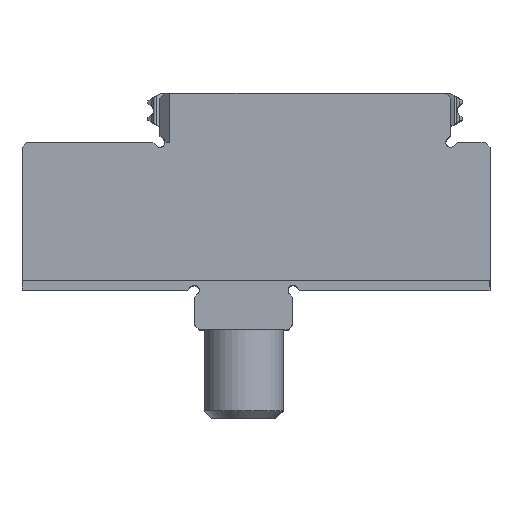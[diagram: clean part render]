
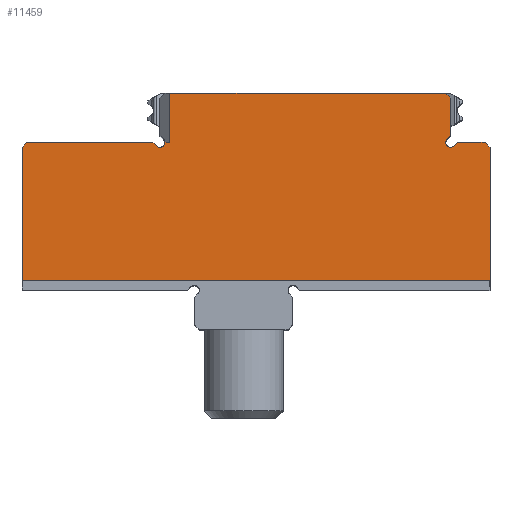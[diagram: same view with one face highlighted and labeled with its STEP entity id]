
A CAD part, top view. The second image highlights one B-rep face of the part: STEP entity #11459.
In plain terms, the highlighted planar face has unit normal (0, 0, 1).
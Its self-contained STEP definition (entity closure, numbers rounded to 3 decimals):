
#9741=CARTESIAN_POINT('',(-5.,-2.,25.0));
#9742=VERTEX_POINT('',#9741);
#9749=CARTESIAN_POINT('',(23.,-2.,25.0));
#9750=VERTEX_POINT('',#9749);
#9751=CARTESIAN_POINT('',(23.,-2.,25.0));
#9752=DIRECTION('',(-1.0,0.0,0.0));
#9753=VECTOR('',#9752,28.);
#9754=LINE('',#9751,#9753);
#9755=EDGE_CURVE('',#9750,#9742,#9754,.T.);
#10054=CARTESIAN_POINT('',(23.5,-2.5,25.0));
#10055=VERTEX_POINT('',#10054);
#10062=CARTESIAN_POINT('',(23.5,-6.293,25.0));
#10063=VERTEX_POINT('',#10062);
#10064=CARTESIAN_POINT('',(23.5,-2.5,25.0));
#10065=DIRECTION('',(0.0,-1.0,0.0));
#10066=VECTOR('',#10065,3.793);
#10067=LINE('',#10064,#10066);
#10068=EDGE_CURVE('',#10055,#10063,#10067,.T.);
#10102=CARTESIAN_POINT('',(23.,-2.,25.0));
#10103=DIRECTION('',(0.707,-0.707,0.0));
#10104=VECTOR('',#10103,0.707);
#10105=LINE('',#10102,#10104);
#10106=EDGE_CURVE('',#9750,#10055,#10105,.T.);
#10484=CARTESIAN_POINT('',(27.5,-21.,25.0));
#10485=VERTEX_POINT('',#10484);
#10492=CARTESIAN_POINT('',(-20.,-21.,25.0));
#10493=VERTEX_POINT('',#10492);
#10494=CARTESIAN_POINT('',(-20.,-21.,25.0));
#10495=DIRECTION('',(1.0,0.0,0.0));
#10496=VECTOR('',#10495,47.5);
#10497=LINE('',#10494,#10496);
#10498=EDGE_CURVE('',#10493,#10485,#10497,.T.);
#10895=CARTESIAN_POINT('',(27.5,-7.5,25.0));
#10896=VERTEX_POINT('',#10895);
#10903=CARTESIAN_POINT('',(27.5,-7.5,25.0));
#10904=DIRECTION('',(0.0,-1.0,0.0));
#10905=VECTOR('',#10904,13.5);
#10906=LINE('',#10903,#10905);
#10907=EDGE_CURVE('',#10896,#10485,#10906,.T.);
#11169=CARTESIAN_POINT('',(-6.354,-7.354,25.0));
#11170=VERTEX_POINT('',#11169);
#11177=CARTESIAN_POINT('',(-5.5,-7.,25.0));
#11178=VERTEX_POINT('',#11177);
#11179=CARTESIAN_POINT('',(-6.,-7.,25.0));
#11180=DIRECTION('',(0.0,0.0,-1.0));
#11181=DIRECTION('',(-0.707,-0.707,0.0));
#11182=AXIS2_PLACEMENT_3D('',#11179,#11180,#11181);
#11183=CIRCLE('',#11182,0.5);
#11184=EDGE_CURVE('',#11178,#11170,#11183,.T.);
#11242=CARTESIAN_POINT('',(-6.707,-7.,25.0));
#11243=VERTEX_POINT('',#11242);
#11250=CARTESIAN_POINT('',(-6.354,-7.354,25.0));
#11251=DIRECTION('',(-0.707,0.707,0.0));
#11252=VECTOR('',#11251,0.5);
#11253=LINE('',#11250,#11252);
#11254=EDGE_CURVE('',#11170,#11243,#11253,.T.);
#11267=CARTESIAN_POINT('',(23.146,-6.646,25.0));
#11268=VERTEX_POINT('',#11267);
#11269=CARTESIAN_POINT('',(23.146,-6.646,25.0));
#11270=DIRECTION('',(0.707,0.707,0.0));
#11271=VECTOR('',#11270,0.5);
#11272=LINE('',#11269,#11271);
#11273=EDGE_CURVE('',#11268,#10063,#11272,.T.);
#11291=CARTESIAN_POINT('',(23.854,-7.354,25.0));
#11292=VERTEX_POINT('',#11291);
#11293=CARTESIAN_POINT('',(23.5,-7.0,25.0));
#11294=DIRECTION('',(0.0,0.0,-1.0));
#11295=DIRECTION('',(-0.707,0.707,0.0));
#11296=AXIS2_PLACEMENT_3D('',#11293,#11294,#11295);
#11297=CIRCLE('',#11296,0.5);
#11298=EDGE_CURVE('',#11292,#11268,#11297,.T.);
#11316=CARTESIAN_POINT('',(24.207,-7.0,25.0));
#11317=VERTEX_POINT('',#11316);
#11318=CARTESIAN_POINT('',(24.207,-7.,25.0));
#11319=DIRECTION('',(-0.707,-0.707,0.0));
#11320=VECTOR('',#11319,0.5);
#11321=LINE('',#11318,#11320);
#11322=EDGE_CURVE('',#11317,#11292,#11321,.T.);
#11339=CARTESIAN_POINT('',(-5.,-7.,25.0));
#11340=VERTEX_POINT('',#11339);
#11341=CARTESIAN_POINT('',(-5.,-7.,25.0));
#11342=DIRECTION('',(-1.0,0.0,0.0));
#11343=VECTOR('',#11342,0.5);
#11344=LINE('',#11341,#11343);
#11345=EDGE_CURVE('',#11340,#11178,#11344,.T.);
#11363=CARTESIAN_POINT('',(-19.5,-7.,25.0));
#11364=VERTEX_POINT('',#11363);
#11371=CARTESIAN_POINT('',(-6.707,-7.,25.0));
#11372=DIRECTION('',(-1.0,0.0,0.0));
#11373=VECTOR('',#11372,12.793);
#11374=LINE('',#11371,#11373);
#11375=EDGE_CURVE('',#11243,#11364,#11374,.T.);
#11401=CARTESIAN_POINT('',(-5.,-7.,25.0));
#11402=DIRECTION('',(0.0,1.0,0.0));
#11403=VECTOR('',#11402,5.);
#11404=LINE('',#11401,#11403);
#11405=EDGE_CURVE('',#11340,#9742,#11404,.T.);
#11411=CARTESIAN_POINT('',(1.302,1.674,25.0));
#11412=DIRECTION('',(0.0,0.0,1.0));
#11413=DIRECTION('',(1.0,0.0,0.0));
#11414=AXIS2_PLACEMENT_3D('',#11411,#11412,#11413);
#11415=PLANE('',#11414);
#11416=ORIENTED_EDGE('',*,*,#10498,.T.);
#11417=ORIENTED_EDGE('',*,*,#10907,.F.);
#11418=CARTESIAN_POINT('',(27.,-7.0,25.0));
#11419=VERTEX_POINT('',#11418);
#11420=CARTESIAN_POINT('',(27.0,-7.,25.0));
#11421=DIRECTION('',(0.707,-0.707,0.0));
#11422=VECTOR('',#11421,0.707);
#11423=LINE('',#11420,#11422);
#11424=EDGE_CURVE('',#11419,#10896,#11423,.T.);
#11425=ORIENTED_EDGE('',*,*,#11424,.F.);
#11426=CARTESIAN_POINT('',(24.207,-7.0,25.0));
#11427=DIRECTION('',(1.0,0.0,0.0));
#11428=VECTOR('',#11427,2.793);
#11429=LINE('',#11426,#11428);
#11430=EDGE_CURVE('',#11317,#11419,#11429,.T.);
#11431=ORIENTED_EDGE('',*,*,#11430,.F.);
#11432=ORIENTED_EDGE('',*,*,#11322,.T.);
#11433=ORIENTED_EDGE('',*,*,#11298,.T.);
#11434=ORIENTED_EDGE('',*,*,#11273,.T.);
#11435=ORIENTED_EDGE('',*,*,#10068,.F.);
#11436=ORIENTED_EDGE('',*,*,#10106,.F.);
#11437=ORIENTED_EDGE('',*,*,#9755,.T.);
#11438=ORIENTED_EDGE('',*,*,#11405,.F.);
#11439=ORIENTED_EDGE('',*,*,#11345,.T.);
#11440=ORIENTED_EDGE('',*,*,#11184,.T.);
#11441=ORIENTED_EDGE('',*,*,#11254,.T.);
#11442=ORIENTED_EDGE('',*,*,#11375,.T.);
#11443=CARTESIAN_POINT('',(-20.,-7.5,25.0));
#11444=VERTEX_POINT('',#11443);
#11445=CARTESIAN_POINT('',(-20.,-7.5,25.0));
#11446=DIRECTION('',(0.707,0.707,0.0));
#11447=VECTOR('',#11446,0.707);
#11448=LINE('',#11445,#11447);
#11449=EDGE_CURVE('',#11444,#11364,#11448,.T.);
#11450=ORIENTED_EDGE('',*,*,#11449,.F.);
#11451=CARTESIAN_POINT('',(-20.,-21.,25.0));
#11452=DIRECTION('',(0.0,1.0,0.0));
#11453=VECTOR('',#11452,13.5);
#11454=LINE('',#11451,#11453);
#11455=EDGE_CURVE('',#10493,#11444,#11454,.T.);
#11456=ORIENTED_EDGE('',*,*,#11455,.F.);
#11457=EDGE_LOOP('',(#11416,#11417,#11425,#11431,#11432,#11433,#11434,#11435,#11436,#11437,#11438,#11439,#11440,#11441,#11442,#11450,#11456));
#11458=FACE_OUTER_BOUND('',#11457,.T.);
#11459=ADVANCED_FACE('',(#11458),#11415,.T.);
